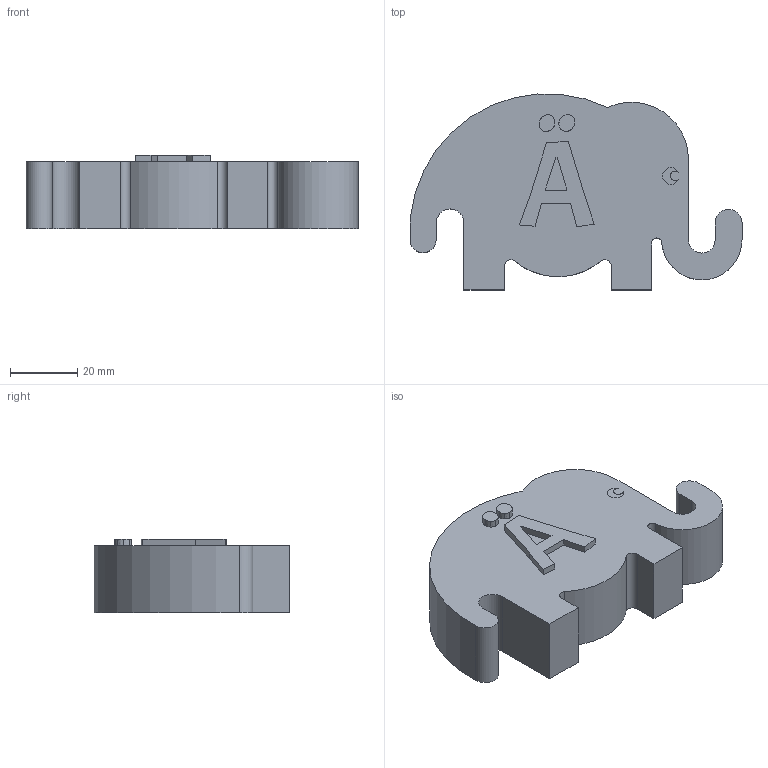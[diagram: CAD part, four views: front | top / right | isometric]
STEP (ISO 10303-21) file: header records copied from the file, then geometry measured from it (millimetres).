
FILE_DESCRIPTION(('FreeCAD Model'),'2;1');
FILE_NAME('auml.step','2020-01-27T19:02:13',('Felix Morgner'),(''), 'Open CASCADE STEP processor 7.4','FreeCAD','Unknown');
FILE_SCHEMA(('AUTOMOTIVE_DESIGN { 1 0 10303 214 1 1 1 1 }'));
Length unit declared in the file: millimetre
Products named in the file (3): Letter_Elephant_(ﾄ); Eye; ﾄ
Bounding box: 99.05 x 58.45 x 22 mm (x, y, z)
Volume: 80074.6 mm3; surface area: 16713 mm2
Topology: 5 solids, 5 shells, 98 faces, 249 edges, 166 vertices
Faces by surface type: plane 53, extrusion 30, cylinder 15
Entity records: 6947 total; most frequent: CARTESIAN_POINT 2060, DIRECTION 778, VECTOR 554, LINE 524, ORIENTED_EDGE 498, PCURVE 498, DEFINITIONAL_REPRESENTATION 498, EDGE_CURVE 249
